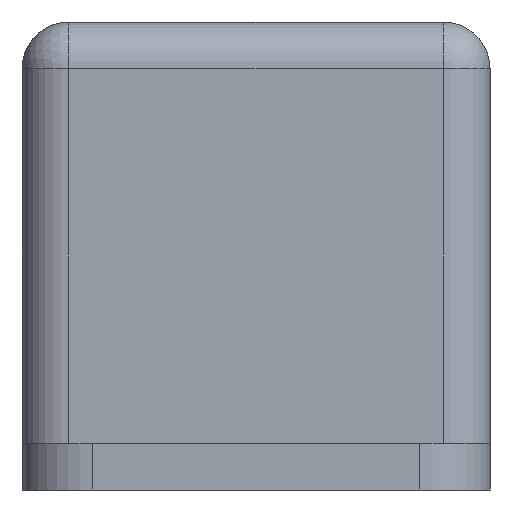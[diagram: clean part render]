
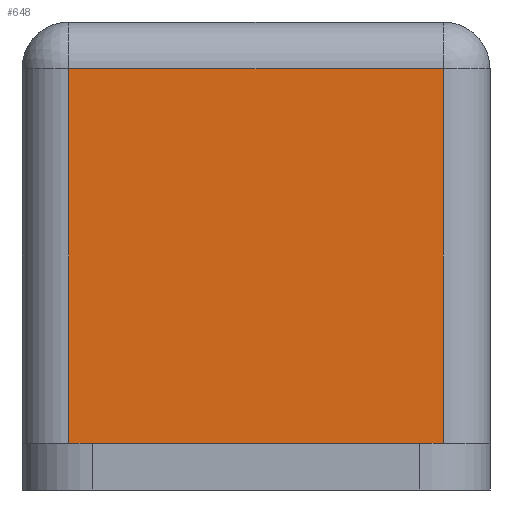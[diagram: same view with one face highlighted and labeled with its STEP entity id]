
A CAD part, front view. The second image highlights one B-rep face of the part: STEP entity #648.
In plain terms, the highlighted planar face has unit normal (0, -1, 0).
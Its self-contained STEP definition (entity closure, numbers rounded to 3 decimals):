
#38=PLANE('',#734);
#74=FACE_OUTER_BOUND('',#114,.T.);
#114=EDGE_LOOP('',(#561,#562,#563,#564));
#142=LINE('',#1012,#198);
#171=LINE('',#1107,#227);
#172=LINE('',#1111,#228);
#173=LINE('',#1116,#229);
#198=VECTOR('',#800,10.);
#227=VECTOR('',#905,10.);
#228=VECTOR('',#910,10.);
#229=VECTOR('',#919,10.);
#290=VERTEX_POINT('',#1009);
#291=VERTEX_POINT('',#1011);
#319=VERTEX_POINT('',#1104);
#320=VERTEX_POINT('',#1110);
#352=EDGE_CURVE('',#290,#291,#142,.T.);
#402=EDGE_CURVE('',#291,#319,#171,.T.);
#404=EDGE_CURVE('',#319,#320,#172,.T.);
#407=EDGE_CURVE('',#320,#290,#173,.T.);
#561=ORIENTED_EDGE('',*,*,#402,.F.);
#562=ORIENTED_EDGE('',*,*,#352,.F.);
#563=ORIENTED_EDGE('',*,*,#407,.F.);
#564=ORIENTED_EDGE('',*,*,#404,.F.);
#648=ADVANCED_FACE('',(#74),#38,.T.);
#734=AXIS2_PLACEMENT_3D('',#1122,#928,#929);
#800=DIRECTION('',(-1.,0.,0.));
#905=DIRECTION('',(0.,0.,1.));
#910=DIRECTION('',(1.,0.,0.));
#919=DIRECTION('',(0.,0.,-1.));
#928=DIRECTION('center_axis',(0.,-1.,0.));
#929=DIRECTION('ref_axis',(1.,0.,0.));
#1009=CARTESIAN_POINT('',(58.,-4.5,14.));
#1011=CARTESIAN_POINT('',(42.,-4.5,14.));
#1012=CARTESIAN_POINT('',(40.,-4.5,14.));
#1104=CARTESIAN_POINT('',(42.,-4.5,30.));
#1107=CARTESIAN_POINT('',(42.,-4.5,12.));
#1110=CARTESIAN_POINT('',(58.,-4.5,30.));
#1111=CARTESIAN_POINT('',(45.,-4.5,30.));
#1116=CARTESIAN_POINT('',(58.,-4.5,12.));
#1122=CARTESIAN_POINT('Origin',(40.,-4.5,12.));
